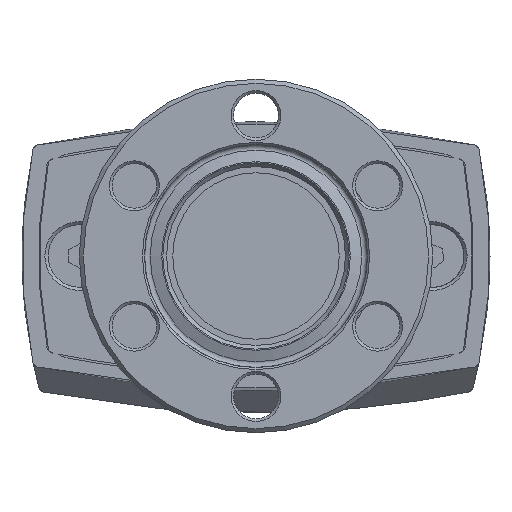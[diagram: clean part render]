
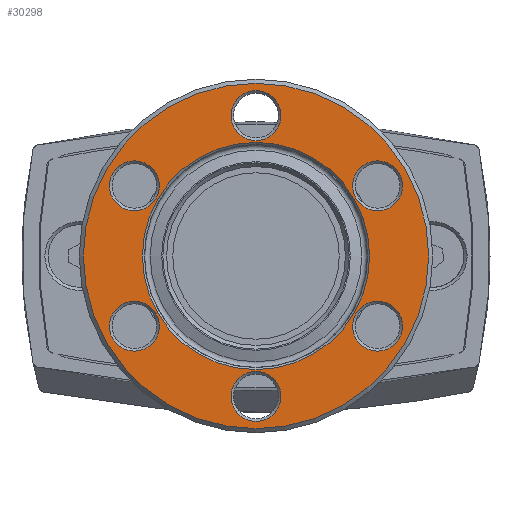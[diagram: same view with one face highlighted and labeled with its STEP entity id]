
A CAD part, front view. The second image highlights one B-rep face of the part: STEP entity #30298.
In plain terms, the highlighted planar face has unit normal (0, -1, 0).
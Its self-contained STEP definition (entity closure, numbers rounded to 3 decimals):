
#30201=CARTESIAN_POINT('',(1.2,-47.7,11.422));
#30202=VERTEX_POINT('',#30201);
#30203=CARTESIAN_POINT('',(0.,-47.7,13.5));
#30204=DIRECTION('',(0.,-1.0,0.));
#30205=DIRECTION('',(-0.5,0.,0.866));
#30206=AXIS2_PLACEMENT_3D('',#30203,#30204,#30205);
#30207=CIRCLE('',#30206,2.4);
#30208=EDGE_CURVE('',#30202,#30202,#30207,.T.);
#30213=CARTESIAN_POINT('',(0.,-47.7,13.963));
#30214=DIRECTION('',(0.0,-1.0,0.0));
#30215=DIRECTION('',(1.0,0.0,0.0));
#30216=AXIS2_PLACEMENT_3D('',#30213,#30214,#30215);
#30217=PLANE('',#30216);
#30218=CARTESIAN_POINT('',(0.,-47.7,16.6));
#30219=VERTEX_POINT('',#30218);
#30220=CARTESIAN_POINT('',(0.,-47.7,0.));
#30221=DIRECTION('',(0.0,1.0,0.0));
#30222=DIRECTION('',(0.0,0.0,-1.0));
#30223=AXIS2_PLACEMENT_3D('',#30220,#30221,#30222);
#30224=CIRCLE('',#30223,16.6);
#30225=EDGE_CURVE('',#30219,#30219,#30224,.T.);
#30226=ORIENTED_EDGE('',*,*,#30225,.F.);
#30227=EDGE_LOOP('',(#30226));
#30228=FACE_OUTER_BOUND('',#30227,.T.);
#30229=CARTESIAN_POINT('',(10.491,-47.7,4.672));
#30230=VERTEX_POINT('',#30229);
#30231=CARTESIAN_POINT('',(11.691,-47.7,6.75));
#30232=DIRECTION('',(0.,-1.0,0.));
#30233=DIRECTION('',(0.5,0.,0.866));
#30234=AXIS2_PLACEMENT_3D('',#30231,#30232,#30233);
#30235=CIRCLE('',#30234,2.4);
#30236=EDGE_CURVE('',#30230,#30230,#30235,.T.);
#30237=ORIENTED_EDGE('',*,*,#30236,.F.);
#30238=EDGE_LOOP('',(#30237));
#30239=FACE_BOUND('',#30238,.T.);
#30240=CARTESIAN_POINT('',(-1.2,-47.7,-11.422));
#30241=VERTEX_POINT('',#30240);
#30242=CARTESIAN_POINT('',(0.,-47.7,-13.5));
#30243=DIRECTION('',(0.,-1.0,0.));
#30244=DIRECTION('',(0.5,0.,-0.866));
#30245=AXIS2_PLACEMENT_3D('',#30242,#30243,#30244);
#30246=CIRCLE('',#30245,2.4);
#30247=EDGE_CURVE('',#30241,#30241,#30246,.T.);
#30248=ORIENTED_EDGE('',*,*,#30247,.F.);
#30249=EDGE_LOOP('',(#30248));
#30250=FACE_BOUND('',#30249,.T.);
#30251=CARTESIAN_POINT('',(-9.291,-47.7,6.75));
#30252=VERTEX_POINT('',#30251);
#30253=CARTESIAN_POINT('',(-11.691,-47.7,6.75));
#30254=DIRECTION('',(0.0,-1.0,0.0));
#30255=DIRECTION('',(-1.0,0.0,0.0));
#30256=AXIS2_PLACEMENT_3D('',#30253,#30254,#30255);
#30257=CIRCLE('',#30256,2.4);
#30258=EDGE_CURVE('',#30252,#30252,#30257,.T.);
#30259=ORIENTED_EDGE('',*,*,#30258,.F.);
#30260=EDGE_LOOP('',(#30259));
#30261=FACE_BOUND('',#30260,.T.);
#30262=CARTESIAN_POINT('',(0.,-47.7,10.925));
#30263=VERTEX_POINT('',#30262);
#30264=CARTESIAN_POINT('',(0.,-47.7,0.));
#30265=DIRECTION('',(0.0,-1.0,0.0));
#30266=DIRECTION('',(0.0,0.0,1.0));
#30267=AXIS2_PLACEMENT_3D('',#30264,#30265,#30266);
#30268=CIRCLE('',#30267,10.925);
#30269=EDGE_CURVE('',#30263,#30263,#30268,.T.);
#30270=ORIENTED_EDGE('',*,*,#30269,.F.);
#30271=EDGE_LOOP('',(#30270));
#30272=FACE_BOUND('',#30271,.T.);
#30273=CARTESIAN_POINT('',(-10.491,-47.7,-4.672));
#30274=VERTEX_POINT('',#30273);
#30275=CARTESIAN_POINT('',(-11.691,-47.7,-6.75));
#30276=DIRECTION('',(0.,-1.0,0.));
#30277=DIRECTION('',(-0.5,0.,-0.866));
#30278=AXIS2_PLACEMENT_3D('',#30275,#30276,#30277);
#30279=CIRCLE('',#30278,2.4);
#30280=EDGE_CURVE('',#30274,#30274,#30279,.T.);
#30281=ORIENTED_EDGE('',*,*,#30280,.F.);
#30282=EDGE_LOOP('',(#30281));
#30283=FACE_BOUND('',#30282,.T.);
#30284=CARTESIAN_POINT('',(9.291,-47.7,-6.75));
#30285=VERTEX_POINT('',#30284);
#30286=CARTESIAN_POINT('',(11.691,-47.7,-6.75));
#30287=DIRECTION('',(0.0,-1.0,0.0));
#30288=DIRECTION('',(1.0,0.0,0.0));
#30289=AXIS2_PLACEMENT_3D('',#30286,#30287,#30288);
#30290=CIRCLE('',#30289,2.4);
#30291=EDGE_CURVE('',#30285,#30285,#30290,.T.);
#30292=ORIENTED_EDGE('',*,*,#30291,.F.);
#30293=EDGE_LOOP('',(#30292));
#30294=FACE_BOUND('',#30293,.T.);
#30295=ORIENTED_EDGE('',*,*,#30208,.F.);
#30296=EDGE_LOOP('',(#30295));
#30297=FACE_BOUND('',#30296,.T.);
#30298=ADVANCED_FACE('',(#30228,#30239,#30250,#30261,#30272,#30283,#30294,#30297),#30217,.T.);
